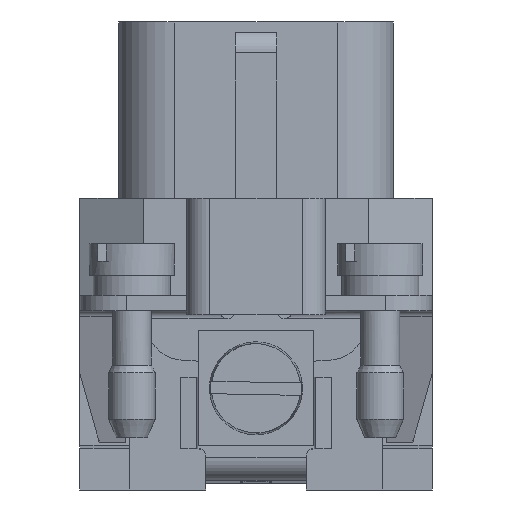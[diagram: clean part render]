
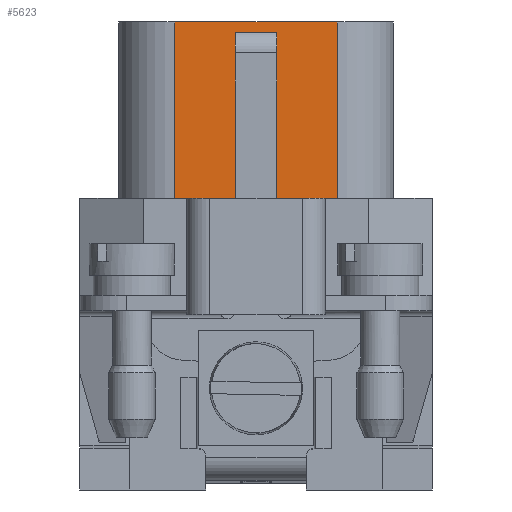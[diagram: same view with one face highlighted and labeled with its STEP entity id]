
A CAD part, left-side view. The second image highlights one B-rep face of the part: STEP entity #5623.
In plain terms, the highlighted planar face has unit normal (-1, 0, 0).
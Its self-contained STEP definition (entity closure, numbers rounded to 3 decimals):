
#5623=ADVANCED_FACE('',(#7628),#6742,.T.);
#6742=PLANE('',#28322);
#7628=FACE_OUTER_BOUND('',#8756,.T.);
#8756=EDGE_LOOP('',(#12086,#12087,#12088,#12089,#12090,#12091,#12092,#12093));
#12086=ORIENTED_EDGE('',*,*,#19241,.F.);
#12087=ORIENTED_EDGE('',*,*,#19242,.F.);
#12088=ORIENTED_EDGE('',*,*,#19243,.F.);
#12089=ORIENTED_EDGE('',*,*,#18302,.T.);
#12090=ORIENTED_EDGE('',*,*,#19239,.T.);
#12091=ORIENTED_EDGE('',*,*,#19244,.F.);
#12092=ORIENTED_EDGE('',*,*,#19245,.F.);
#12093=ORIENTED_EDGE('',*,*,#19246,.F.);
#16172=VERTEX_POINT('',#37842);
#16173=VERTEX_POINT('',#37844);
#16851=VERTEX_POINT('',#39904);
#16852=VERTEX_POINT('',#39908);
#16853=VERTEX_POINT('',#39909);
#16854=VERTEX_POINT('',#39911);
#16855=VERTEX_POINT('',#39914);
#16856=VERTEX_POINT('',#39916);
#18302=EDGE_CURVE('',#16173,#16172,#22596,.T.);
#19239=EDGE_CURVE('',#16172,#16851,#23368,.T.);
#19241=EDGE_CURVE('',#16852,#16853,#23369,.T.);
#19242=EDGE_CURVE('',#16854,#16852,#23370,.T.);
#19243=EDGE_CURVE('',#16173,#16854,#23371,.T.);
#19244=EDGE_CURVE('',#16855,#16851,#23372,.T.);
#19245=EDGE_CURVE('',#16856,#16855,#23373,.T.);
#19246=EDGE_CURVE('',#16853,#16856,#23374,.T.);
#22596=LINE('',#37843,#24757);
#23368=LINE('',#39903,#25529);
#23369=LINE('',#39907,#25530);
#23370=LINE('',#39910,#25531);
#23371=LINE('',#39912,#25532);
#23372=LINE('',#39913,#25533);
#23373=LINE('',#39915,#25534);
#23374=LINE('',#39917,#25535);
#24757=VECTOR('',#30529,1.);
#25529=VECTOR('',#32329,1.);
#25530=VECTOR('',#32334,1.);
#25531=VECTOR('',#32335,1.);
#25532=VECTOR('',#32336,1.);
#25533=VECTOR('',#32337,1.);
#25534=VECTOR('',#32338,1.);
#25535=VECTOR('',#32339,1.);
#28322=AXIS2_PLACEMENT_3D('',#39918,#32340,#32341);
#30529=DIRECTION('',(0.,1.,0.));
#32329=DIRECTION('',(0.,0.,-1.));
#32334=DIRECTION('',(0.,0.,1.));
#32335=DIRECTION('',(0.,1.,0.));
#32336=DIRECTION('',(0.,0.,-1.));
#32337=DIRECTION('',(0.,1.,0.));
#32338=DIRECTION('',(0.,0.,-1.));
#32339=DIRECTION('',(0.,1.,0.));
#32340=DIRECTION('',(-1.,0.,0.));
#32341=DIRECTION('',(0.,0.,1.));
#37842=CARTESIAN_POINT('',(-27.35,5.25,18.6));
#37843=CARTESIAN_POINT('',(-27.35,5.25,18.6));
#37844=CARTESIAN_POINT('',(-27.35,-5.25,18.6));
#39903=CARTESIAN_POINT('',(-27.35,5.25,18.6));
#39904=CARTESIAN_POINT('',(-27.35,5.25,7.25));
#39907=CARTESIAN_POINT('',(-27.35,-1.325,18.6));
#39908=CARTESIAN_POINT('',(-27.35,-1.325,7.25));
#39909=CARTESIAN_POINT('',(-27.35,-1.325,17.912));
#39910=CARTESIAN_POINT('',(-27.35,-5.25,7.25));
#39911=CARTESIAN_POINT('',(-27.35,-5.25,7.25));
#39912=CARTESIAN_POINT('',(-27.35,-5.25,18.6));
#39913=CARTESIAN_POINT('',(-27.35,-5.25,7.25));
#39914=CARTESIAN_POINT('',(-27.35,1.325,7.25));
#39915=CARTESIAN_POINT('',(-27.35,1.325,18.6));
#39916=CARTESIAN_POINT('',(-27.35,1.325,17.912));
#39917=CARTESIAN_POINT('',(-27.35,-1.325,17.912));
#39918=CARTESIAN_POINT('',(-27.35,-5.25,18.6));
